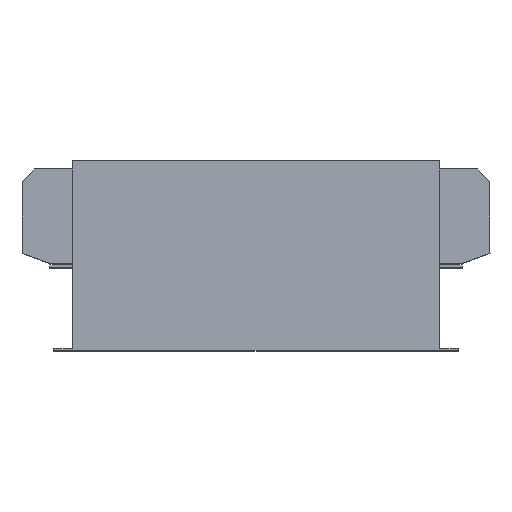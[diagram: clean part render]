
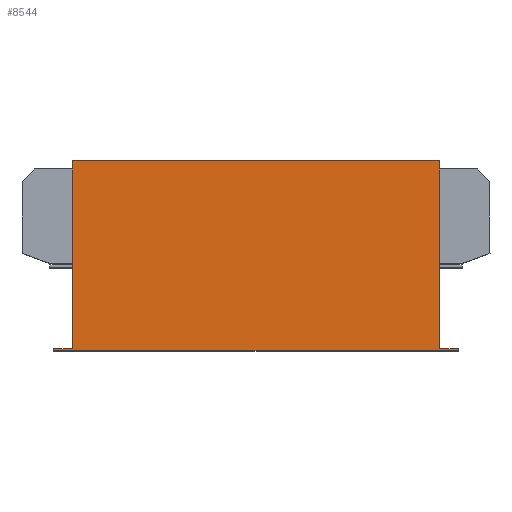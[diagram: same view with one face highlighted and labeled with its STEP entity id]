
A CAD part, top view. The second image highlights one B-rep face of the part: STEP entity #8544.
In plain terms, the highlighted planar face has unit normal (0, 0, 1).
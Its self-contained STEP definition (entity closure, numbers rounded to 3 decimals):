
#177 = CARTESIAN_POINT ( 'NONE',  ( 160., -1.5, 58.1 ) ) ;
#192 = ORIENTED_EDGE ( 'NONE', *, *, #6946, .T. ) ;
#663 = VECTOR ( 'NONE', #3322, 1000. ) ;
#837 = VERTEX_POINT ( 'NONE', #5473 ) ;
#917 = CARTESIAN_POINT ( 'NONE',  ( 160., 0., 58.1 ) ) ;
#941 = ORIENTED_EDGE ( 'NONE', *, *, #8878, .T. ) ;
#1118 = ORIENTED_EDGE ( 'NONE', *, *, #6791, .T. ) ;
#1325 = CARTESIAN_POINT ( 'NONE',  ( 145., 148.5, 58.1 ) ) ;
#1522 = CARTESIAN_POINT ( 'NONE',  ( -160., -1.5, 58.1 ) ) ;
#1523 = VECTOR ( 'NONE', #6573, 1000. ) ;
#1780 = VECTOR ( 'NONE', #3852, 1000. ) ;
#1803 = CARTESIAN_POINT ( 'NONE',  ( -160., -1.5, 58.1 ) ) ;
#2035 = CARTESIAN_POINT ( 'NONE',  ( 160., 0., 58.1 ) ) ;
#2369 = CARTESIAN_POINT ( 'NONE',  ( 145., 64., 58.1 ) ) ;
#2501 = LINE ( 'NONE', #3131, #4390 ) ;
#2525 = ORIENTED_EDGE ( 'NONE', *, *, #3886, .T. ) ;
#2681 = VERTEX_POINT ( 'NONE', #177 ) ;
#2722 = LINE ( 'NONE', #4727, #3925 ) ;
#2777 = ORIENTED_EDGE ( 'NONE', *, *, #3670, .T. ) ;
#2928 = EDGE_CURVE ( 'Defeature ausgef�hrt1_27+Defeature ausgef�hrt1_10+Defeature ausgef�hrt1_2+Defeature ausgef�hrt1_9', #8138, #5916, #4772, .T. ) ;
#3000 = CARTESIAN_POINT ( 'NONE',  ( -145., 0., 58.1 ) ) ;
#3131 = CARTESIAN_POINT ( 'NONE',  ( 160., -1.5, 58.1 ) ) ;
#3147 = EDGE_LOOP ( 'NONE', ( #192, #7560, #941, #4814, #1118, #2525, #8854, #2777 ) ) ;
#3170 = CARTESIAN_POINT ( 'NONE',  ( -145., 148.5, 58.1 ) ) ;
#3322 = DIRECTION ( 'NONE',  ( -1., 0., 0. ) ) ;
#3328 = VERTEX_POINT ( 'NONE', #3170 ) ;
#3339 = VERTEX_POINT ( 'NONE', #1803 ) ;
#3359 = CARTESIAN_POINT ( 'NONE',  ( 0., 0., 58.1 ) ) ;
#3670 = EDGE_CURVE ( 'Defeature ausgef�hrt1_27+Defeature ausgef�hrt1_16+Defeature ausgef�hrt1_17+Defeature ausgef�hrt1_2', #8519, #3328, #5635, .T. ) ;
#3765 = LINE ( 'NONE', #6673, #1780 ) ;
#3852 = DIRECTION ( 'NONE',  ( 0., -1., 0. ) ) ;
#3886 = EDGE_CURVE ( 'Defeature ausgef�hrt1_27+Defeature ausgef�hrt1_23+Defeature ausgef�hrt1_24+Defeature ausgef�hrt1_17', #8356, #837, #8178, .T. ) ;
#3925 = VECTOR ( 'NONE', #4050, 1000. ) ;
#3927 = DIRECTION ( 'NONE',  ( 0., 1., 0. ) ) ;
#4050 = DIRECTION ( 'NONE',  ( 0., -1., 0. ) ) ;
#4092 = DIRECTION ( 'NONE',  ( 0., 0., -1. ) ) ;
#4139 = CARTESIAN_POINT ( 'NONE',  ( -160., 0., 58.1 ) ) ;
#4298 = DIRECTION ( 'NONE',  ( 1., 0., 0. ) ) ;
#4390 = VECTOR ( 'NONE', #3927, 1000. ) ;
#4727 = CARTESIAN_POINT ( 'NONE',  ( -145., 148.5, 58.1 ) ) ;
#4772 = LINE ( 'NONE', #5219, #6318 ) ;
#4814 = ORIENTED_EDGE ( 'NONE', *, *, #7182, .T. ) ;
#5219 = CARTESIAN_POINT ( 'NONE',  ( -160., 0., 58.1 ) ) ;
#5289 = LINE ( 'NONE', #2369, #1523 ) ;
#5415 = VECTOR ( 'NONE', #6109, 1000. ) ;
#5473 = CARTESIAN_POINT ( 'NONE',  ( 145., 0., 58.1 ) ) ;
#5476 = VECTOR ( 'NONE', #4298, 1000. ) ;
#5605 = EDGE_CURVE ( 'Defeature ausgef�hrt1_27+Defeature ausgef�hrt1_17+Defeature ausgef�hrt1_23+Defeature ausgef�hrt1_16', #837, #8519, #5289, .T. ) ;
#5635 = LINE ( 'NONE', #8260, #5415 ) ;
#5916 = VERTEX_POINT ( 'NONE', #4139 ) ;
#6109 = DIRECTION ( 'NONE',  ( -1., 0., 0. ) ) ;
#6318 = VECTOR ( 'NONE', #6645, 1000. ) ;
#6573 = DIRECTION ( 'NONE',  ( 0., 1., 0. ) ) ;
#6645 = DIRECTION ( 'NONE',  ( -1., 0., 0. ) ) ;
#6673 = CARTESIAN_POINT ( 'NONE',  ( -160., -1.5, 58.1 ) ) ;
#6791 = EDGE_CURVE ( 'Defeature ausgef�hrt1_27+Defeature ausgef�hrt1_24+Defeature ausgef�hrt1_25+Defeature ausgef�hrt1_23', #2681, #8356, #2501, .T. ) ;
#6946 = EDGE_CURVE ( 'Defeature ausgef�hrt1_27+Defeature ausgef�hrt1_2+Defeature ausgef�hrt1_16+Defeature ausgef�hrt1_10', #3328, #8138, #2722, .T. ) ;
#6958 = DIRECTION ( 'NONE',  ( -1., 0., 0. ) ) ;
#7182 = EDGE_CURVE ( 'Defeature ausgef�hrt1_27+Defeature ausgef�hrt1_25+Defeature ausgef�hrt1_9+Defeature ausgef�hrt1_24', #3339, #2681, #7926, .T. ) ;
#7240 = AXIS2_PLACEMENT_3D ( 'NONE', #3359, #4092, #6958 ) ;
#7560 = ORIENTED_EDGE ( 'NONE', *, *, #2928, .T. ) ;
#7926 = LINE ( 'NONE', #1522, #5476 ) ;
#8138 = VERTEX_POINT ( 'NONE', #3000 ) ;
#8178 = LINE ( 'NONE', #2035, #663 ) ;
#8260 = CARTESIAN_POINT ( 'NONE',  ( -145., 148.5, 58.1 ) ) ;
#8356 = VERTEX_POINT ( 'NONE', #917 ) ;
#8444 = FACE_OUTER_BOUND ( 'NONE', #3147, .T. ) ;
#8519 = VERTEX_POINT ( 'NONE', #1325 ) ;
#8544 = ADVANCED_FACE ( 'Defeature ausgef�hrt1_27', ( #8444 ), #9034, .F. ) ;
#8854 = ORIENTED_EDGE ( 'NONE', *, *, #5605, .T. ) ;
#8878 = EDGE_CURVE ( 'Defeature ausgef�hrt1_27+Defeature ausgef�hrt1_9+Defeature ausgef�hrt1_10+Defeature ausgef�hrt1_25', #5916, #3339, #3765, .T. ) ;
#9034 = PLANE ( 'NONE',  #7240 ) ;
